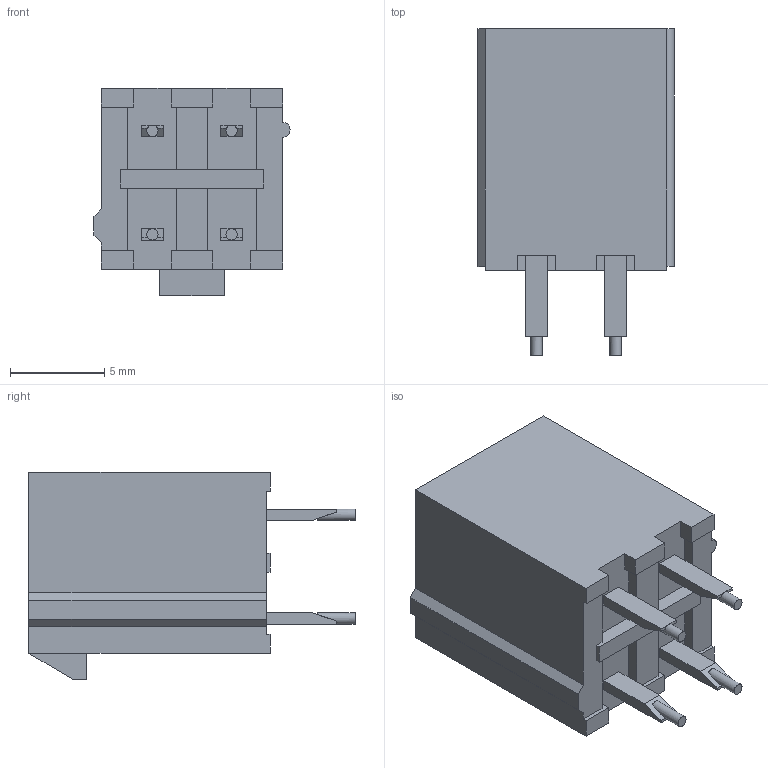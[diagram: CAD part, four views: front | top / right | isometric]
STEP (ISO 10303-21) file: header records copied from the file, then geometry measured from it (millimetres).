
FILE_DESCRIPTION( ( '' ), ' ' );
FILE_NAME( '5a280028c420621044f4e893.step', '2017-12-06T14:35:22', ( '' ), ( '' ), ' ', ' ', ' ' );
FILE_SCHEMA( ( 'AUTOMOTIVE_DESIGN { 1 0 10303 214 1 1 1 1 }' ) );
Length unit declared in the file: metre
Products named in the file (1): Part 1
Bounding box: 10.4 x 17.3 x 11 mm (x, y, z)
Volume: 740.2 mm3; surface area: 1389.2 mm2
Topology: 1 solids, 1 shells, 157 faces, 421 edges, 278 vertices
Faces by surface type: plane 148, cylinder 9
Full cylindrical faces by diameter (mm): 0.6 x4
Entity records: 6059 total; most frequent: CARTESIAN_POINT 849, ORIENTED_EDGE 830, DIRECTION 765, EDGE_CURVE 415, LINE 381, VECTOR 381, VERTEX_POINT 276, AXIS2_PLACEMENT_3D 192
